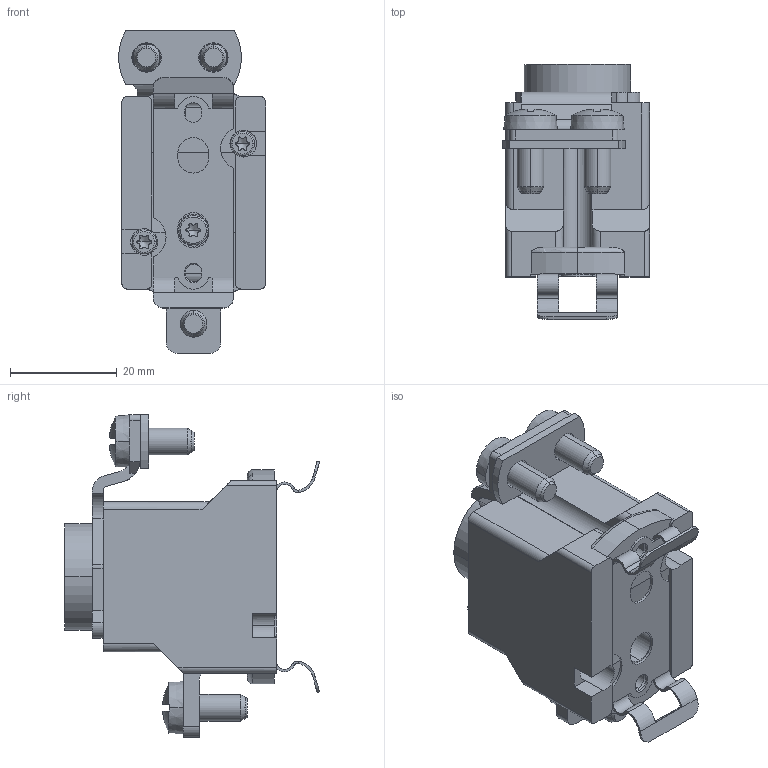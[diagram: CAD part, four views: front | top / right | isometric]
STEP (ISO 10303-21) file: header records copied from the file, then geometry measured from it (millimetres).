
FILE_DESCRIPTION((''),'2;1');
FILE_NAME('002222016_D02_E18_63A_N-M5-K-1P_ASM','2021-05-12T',('marketing.praksa'),('Audax d.o.o.'),'CREO PARAMETRIC BY PTC INC, 2017480','CREO PARAMETRIC BY PTC INC, 2017480','');
FILE_SCHEMA(('AUTOMOTIVE_DESIGN { 1 0 10303 214 1 1 1 1 }'));
Products named in the file (18): E18_NOVJA_1_1_1_1_1_1; ASDFDSH_ASM_1_1_ASM_1_ASM_1_ASM_ASM; 0000044399_1_1_1_1_1_1; CLICK-ON_ASM_1_1_ASM_1_ASM_1_AS_ASM; COPPER_ASM_1_1_ASM_1_ASM_1_1; 0000060159_1_1_2_3_1_1; 0000060159_1_1_1_2_1_1_1; M5-SCREW_ASM_1_1_ASM_1_ASM_1_AS_ASM; UN_M5_1_1_1_1_1_1; UN-SCR_ASM_1_1_ASM_1_ASM_1_ASM__ASM; METAL-1XM5_1_1; KK_ASM_1_ASM_1_ASM; 0000059957_1_1_1_1_1_1_1_1; 0000059956_1_1_1_1_1_1_1_1; D01N3-K-ORIGINAL_ASM_1_1_ASM__1_ASM; PRT9527; 126; 002222016_D02_E18_63A_N-M5-K-1P_ASM
Assembly tree (19 placements, depth 4):
  002222016_D02_E18_63A_N-M5-K-1P_ASM
    D01N3-K-ORIGINAL_ASM_1_1_ASM__1_ASM
      ASDFDSH_ASM_1_1_ASM_1_ASM_1_ASM_ASM
        E18_NOVJA_1_1_1_1_1_1
      CLICK-ON_ASM_1_1_ASM_1_ASM_1_AS_ASM
        0000044399_1_1_1_1_1_1
      COPPER_ASM_1_1_ASM_1_ASM_1_1
      M5-SCREW_ASM_1_1_ASM_1_ASM_1_AS_ASM
        0000060159_1_1_2_3_1_1
        0000060159_1_1_1_2_1_1_1  x2
      UN-SCR_ASM_1_1_ASM_1_ASM_1_ASM__ASM
        UN_M5_1_1_1_1_1_1
      KK_ASM_1_ASM_1_ASM
        METAL-1XM5_1_1
      0000059957_1_1_1_1_1_1_1_1  x2
      0000059956_1_1_1_1_1_1_1_1
    PRT9527
    126
Bounding box: 27.5 x 47.65 x 60.3 mm (x, y, z)
Volume: 23539.4 mm3; surface area: 15996.3 mm2
Topology: 14 solids, 17 shells, 672 faces, 1909 edges, 1262 vertices
Faces by surface type: plane 342, cylinder 236, cone 66, torus 22, sphere 6
Entity records: 28337 total; most frequent: CARTESIAN_POINT 4684, DIRECTION 3417, ORIENTED_EDGE 3338, EDGE_CURVE 1675, PRESENTATION_STYLE_ASSIGNMENT 1559, STYLED_ITEM 1559, AXIS2_PLACEMENT_3D 1266, VERTEX_POINT 1112
